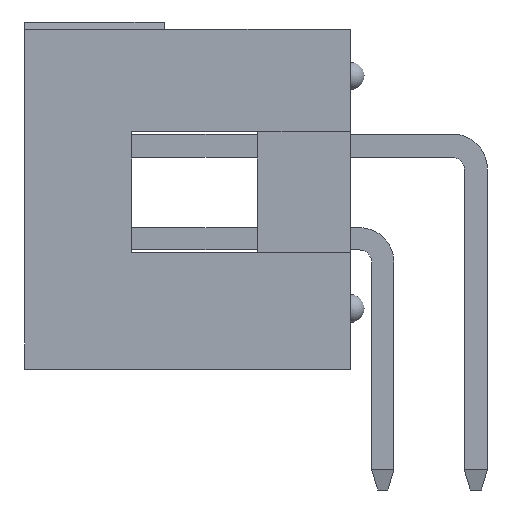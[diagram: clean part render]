
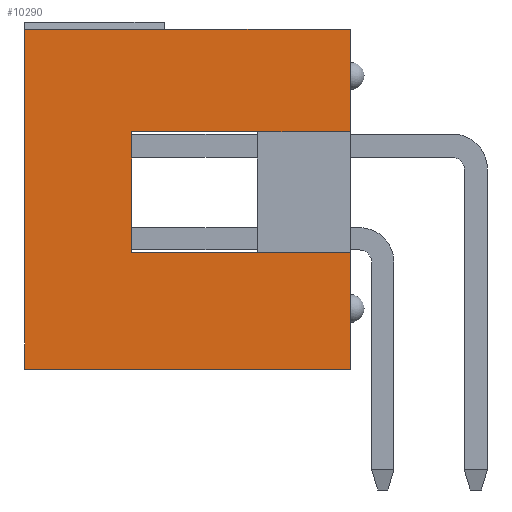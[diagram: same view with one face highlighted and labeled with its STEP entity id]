
A CAD part, left-side view. The second image highlights one B-rep face of the part: STEP entity #10290.
In plain terms, the highlighted planar face has unit normal (-1, 0, 0).
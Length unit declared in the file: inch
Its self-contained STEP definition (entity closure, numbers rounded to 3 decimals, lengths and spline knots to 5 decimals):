
#116 = CARTESIAN_POINT ( 'NONE',  ( -0.2, 0.015, -0.015 ) ) ;
#204 = PLANE ( 'NONE',  #6764 ) ;
#285 = VERTEX_POINT ( 'NONE', #2070 ) ;
#401 = ORIENTED_EDGE ( 'NONE', *, *, #2417, .F. ) ;
#523 = EDGE_CURVE ( 'NONE', #7807, #285, #9139, .T. ) ;
#653 = CARTESIAN_POINT ( 'NONE',  ( -0.2, 0.015, 0.115 ) ) ;
#722 = VECTOR ( 'NONE', #7003, 39.37008 ) ;
#756 = CARTESIAN_POINT ( 'NONE',  ( -0.2, 0.25, -0.015 ) ) ;
#1121 = EDGE_CURVE ( 'NONE', #7807, #5389, #9737, .T. ) ;
#1317 = DIRECTION ( 'NONE',  ( 0., 0., 1. ) ) ;
#1977 = CARTESIAN_POINT ( 'NONE',  ( -0.2, 0.015, 0.225 ) ) ;
#2032 = VECTOR ( 'NONE', #8746, 39.37008 ) ;
#2070 = CARTESIAN_POINT ( 'NONE',  ( -0.2, 0.365, 0.225 ) ) ;
#2320 = CARTESIAN_POINT ( 'NONE',  ( -0.2, 1.52398, 0.225 ) ) ;
#2344 = LINE ( 'NONE', #4092, #2032 ) ;
#2417 = EDGE_CURVE ( 'NONE', #10308, #10361, #9748, .T. ) ;
#2483 = LINE ( 'NONE', #5372, #12131 ) ;
#2832 = CARTESIAN_POINT ( 'NONE',  ( -0.2, 1.52398, 0.225 ) ) ;
#2848 = DIRECTION ( 'NONE',  ( 0., 0., -1. ) ) ;
#2858 = DIRECTION ( 'NONE',  ( 1., 0., 0. ) ) ;
#3008 = CARTESIAN_POINT ( 'NONE',  ( -0.2, 0.365, 0.225 ) ) ;
#3037 = VECTOR ( 'NONE', #5398, 39.37008 ) ;
#3346 = FACE_OUTER_BOUND ( 'NONE', #4141, .T. ) ;
#3698 = CARTESIAN_POINT ( 'NONE',  ( -0.2, 0.25, 0.115 ) ) ;
#3723 = VERTEX_POINT ( 'NONE', #3698 ) ;
#3734 = VECTOR ( 'NONE', #4201, 39.37008 ) ;
#3976 = VERTEX_POINT ( 'NONE', #1977 ) ;
#4092 = CARTESIAN_POINT ( 'NONE',  ( -0.2, 0.25, 0.115 ) ) ;
#4124 = CARTESIAN_POINT ( 'NONE',  ( -0.2, 0.015, 0.225 ) ) ;
#4141 = EDGE_LOOP ( 'NONE', ( #7373, #7635, #8802, #7661, #7910, #11773, #401, #7386 ) ) ;
#4201 = DIRECTION ( 'NONE',  ( 0., 0., 1. ) ) ;
#4634 = EDGE_CURVE ( 'NONE', #9381, #3976, #7683, .T. ) ;
#4674 = DIRECTION ( 'NONE',  ( 0., -1., 0. ) ) ;
#4700 = CARTESIAN_POINT ( 'NONE',  ( -0.2, 0.365, -0.14 ) ) ;
#4746 = CARTESIAN_POINT ( 'NONE',  ( -0.2, 1.52398, -0.14 ) ) ;
#5234 = VECTOR ( 'NONE', #1317, 39.37008 ) ;
#5326 = DIRECTION ( 'NONE',  ( 0., 0., 1. ) ) ;
#5372 = CARTESIAN_POINT ( 'NONE',  ( -0.2, 0.25, -0.015 ) ) ;
#5389 = VERTEX_POINT ( 'NONE', #9169 ) ;
#5398 = DIRECTION ( 'NONE',  ( 0., -1., 0. ) ) ;
#5605 = CARTESIAN_POINT ( 'NONE',  ( -0.2, 0.25, -0.015 ) ) ;
#5973 = EDGE_CURVE ( 'NONE', #10308, #3723, #2483, .T. ) ;
#6034 = LINE ( 'NONE', #2320, #722 ) ;
#6701 = VECTOR ( 'NONE', #4674, 39.37008 ) ;
#6764 = AXIS2_PLACEMENT_3D ( 'NONE', #2832, #2858, #2848 ) ;
#7003 = DIRECTION ( 'NONE',  ( 0., -1., 0. ) ) ;
#7182 = CARTESIAN_POINT ( 'NONE',  ( -0.2, 0.015, 0.225 ) ) ;
#7373 = ORIENTED_EDGE ( 'NONE', *, *, #8768, .T. ) ;
#7386 = ORIENTED_EDGE ( 'NONE', *, *, #5973, .T. ) ;
#7635 = ORIENTED_EDGE ( 'NONE', *, *, #4634, .T. ) ;
#7661 = ORIENTED_EDGE ( 'NONE', *, *, #523, .F. ) ;
#7683 = LINE ( 'NONE', #7182, #9557 ) ;
#7752 = DIRECTION ( 'NONE',  ( 0., 0., 1. ) ) ;
#7807 = VERTEX_POINT ( 'NONE', #4700 ) ;
#7910 = ORIENTED_EDGE ( 'NONE', *, *, #1121, .T. ) ;
#8677 = EDGE_CURVE ( 'NONE', #285, #3976, #6034, .T. ) ;
#8746 = DIRECTION ( 'NONE',  ( 0., -1., 0. ) ) ;
#8768 = EDGE_CURVE ( 'NONE', #3723, #9381, #2344, .T. ) ;
#8802 = ORIENTED_EDGE ( 'NONE', *, *, #8677, .F. ) ;
#9139 = LINE ( 'NONE', #3008, #5234 ) ;
#9169 = CARTESIAN_POINT ( 'NONE',  ( -0.2, 0.015, -0.14 ) ) ;
#9381 = VERTEX_POINT ( 'NONE', #653 ) ;
#9557 = VECTOR ( 'NONE', #7752, 39.37008 ) ;
#9737 = LINE ( 'NONE', #4746, #6701 ) ;
#9748 = LINE ( 'NONE', #5605, #3037 ) ;
#10290 = ADVANCED_FACE ( 'NONE', ( #3346 ), #204, .F. ) ;
#10308 = VERTEX_POINT ( 'NONE', #756 ) ;
#10361 = VERTEX_POINT ( 'NONE', #116 ) ;
#11481 = LINE ( 'NONE', #4124, #3734 ) ;
#11692 = EDGE_CURVE ( 'NONE', #5389, #10361, #11481, .T. ) ;
#11773 = ORIENTED_EDGE ( 'NONE', *, *, #11692, .T. ) ;
#12131 = VECTOR ( 'NONE', #5326, 39.37008 ) ;
